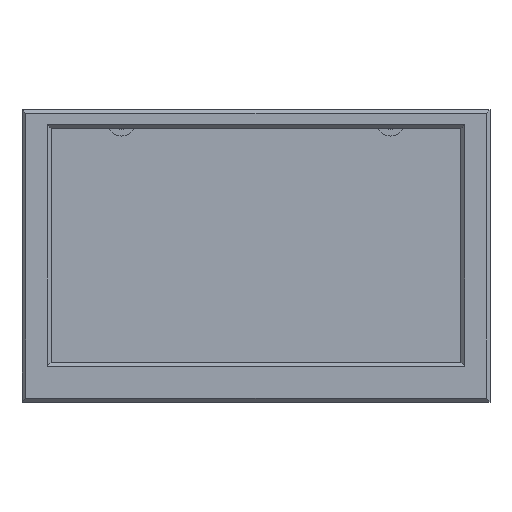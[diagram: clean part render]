
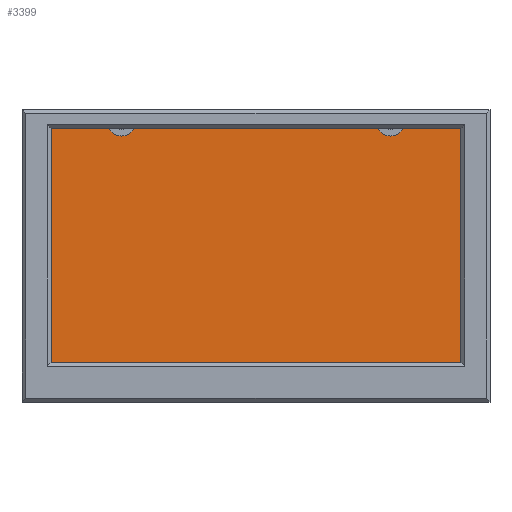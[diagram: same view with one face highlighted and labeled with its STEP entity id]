
A CAD part, top view. The second image highlights one B-rep face of the part: STEP entity #3399.
In plain terms, the highlighted planar face has unit normal (0, 0, 1).
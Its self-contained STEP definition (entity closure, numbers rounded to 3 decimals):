
#3164 = VERTEX_POINT('',#3165);
#3165 = CARTESIAN_POINT('',(-114.,-69.,3.));
#3171 = EDGE_CURVE('',#3164,#3172,#3174,.T.);
#3172 = VERTEX_POINT('',#3173);
#3173 = CARTESIAN_POINT('',(-114.,-46.5,3.));
#3174 = LINE('',#3175,#3176);
#3175 = CARTESIAN_POINT('',(-114.,-69.,3.));
#3176 = VECTOR('',#3177,1.);
#3177 = DIRECTION('',(0.,1.,0.));
#3379 = VERTEX_POINT('',#3380);
#3380 = CARTESIAN_POINT('',(-106.5,-39.,3.));
#3386 = EDGE_CURVE('',#3172,#3379,#3387,.T.);
#3387 = CIRCLE('',#3388,7.5);
#3388 = AXIS2_PLACEMENT_3D('',#3389,#3390,#3391);
#3389 = CARTESIAN_POINT('',(-114.,-39.,3.));
#3390 = DIRECTION('',(0.,0.,1.));
#3391 = DIRECTION('',(1.,0.,0.));
#3399 = ADVANCED_FACE('',(#3400),#3571,.T.);
#3400 = FACE_BOUND('',#3401,.T.);
#3401 = EDGE_LOOP('',(#3402,#3403,#3411,#3420,#3428,#3437,#3445,#3453,
    #3462,#3470,#3479,#3487,#3495,#3504,#3512,#3521,#3529,#3537,#3546,
    #3555,#3563,#3570));
#3402 = ORIENTED_EDGE('',*,*,#3171,.F.);
#3403 = ORIENTED_EDGE('',*,*,#3404,.F.);
#3404 = EDGE_CURVE('',#3405,#3164,#3407,.T.);
#3405 = VERTEX_POINT('',#3406);
#3406 = CARTESIAN_POINT('',(-76.5,-69.,3.));
#3407 = LINE('',#3408,#3409);
#3408 = CARTESIAN_POINT('',(114.,-69.,3.));
#3409 = VECTOR('',#3410,1.);
#3410 = DIRECTION('',(-1.,0.,0.));
#3411 = ORIENTED_EDGE('',*,*,#3412,.F.);
#3412 = EDGE_CURVE('',#3413,#3405,#3415,.T.);
#3413 = VERTEX_POINT('',#3414);
#3414 = CARTESIAN_POINT('',(-61.5,-69.,3.));
#3415 = CIRCLE('',#3416,7.5);
#3416 = AXIS2_PLACEMENT_3D('',#3417,#3418,#3419);
#3417 = CARTESIAN_POINT('',(-69.,-69.,3.));
#3418 = DIRECTION('',(0.,0.,1.));
#3419 = DIRECTION('',(1.,0.,0.));
#3420 = ORIENTED_EDGE('',*,*,#3421,.F.);
#3421 = EDGE_CURVE('',#3422,#3413,#3424,.T.);
#3422 = VERTEX_POINT('',#3423);
#3423 = CARTESIAN_POINT('',(61.5,-69.,3.));
#3424 = LINE('',#3425,#3426);
#3425 = CARTESIAN_POINT('',(114.,-69.,3.));
#3426 = VECTOR('',#3427,1.);
#3427 = DIRECTION('',(-1.,0.,0.));
#3428 = ORIENTED_EDGE('',*,*,#3429,.F.);
#3429 = EDGE_CURVE('',#3430,#3422,#3432,.T.);
#3430 = VERTEX_POINT('',#3431);
#3431 = CARTESIAN_POINT('',(76.5,-69.,3.));
#3432 = CIRCLE('',#3433,7.5);
#3433 = AXIS2_PLACEMENT_3D('',#3434,#3435,#3436);
#3434 = CARTESIAN_POINT('',(69.,-69.,3.));
#3435 = DIRECTION('',(0.,0.,1.));
#3436 = DIRECTION('',(1.,0.,0.));
#3437 = ORIENTED_EDGE('',*,*,#3438,.F.);
#3438 = EDGE_CURVE('',#3439,#3430,#3441,.T.);
#3439 = VERTEX_POINT('',#3440);
#3440 = CARTESIAN_POINT('',(114.,-69.,3.));
#3441 = LINE('',#3442,#3443);
#3442 = CARTESIAN_POINT('',(114.,-69.,3.));
#3443 = VECTOR('',#3444,1.);
#3444 = DIRECTION('',(-1.,0.,0.));
#3445 = ORIENTED_EDGE('',*,*,#3446,.F.);
#3446 = EDGE_CURVE('',#3447,#3439,#3449,.T.);
#3447 = VERTEX_POINT('',#3448);
#3448 = CARTESIAN_POINT('',(114.,-46.5,3.));
#3449 = LINE('',#3450,#3451);
#3450 = CARTESIAN_POINT('',(114.,69.,3.));
#3451 = VECTOR('',#3452,1.);
#3452 = DIRECTION('',(0.,-1.,0.));
#3453 = ORIENTED_EDGE('',*,*,#3454,.F.);
#3454 = EDGE_CURVE('',#3455,#3447,#3457,.T.);
#3455 = VERTEX_POINT('',#3456);
#3456 = CARTESIAN_POINT('',(114.,-31.5,3.));
#3457 = CIRCLE('',#3458,7.5);
#3458 = AXIS2_PLACEMENT_3D('',#3459,#3460,#3461);
#3459 = CARTESIAN_POINT('',(114.,-39.,3.));
#3460 = DIRECTION('',(0.,0.,1.));
#3461 = DIRECTION('',(1.,0.,0.));
#3462 = ORIENTED_EDGE('',*,*,#3463,.F.);
#3463 = EDGE_CURVE('',#3464,#3455,#3466,.T.);
#3464 = VERTEX_POINT('',#3465);
#3465 = CARTESIAN_POINT('',(114.,31.5,3.));
#3466 = LINE('',#3467,#3468);
#3467 = CARTESIAN_POINT('',(114.,69.,3.));
#3468 = VECTOR('',#3469,1.);
#3469 = DIRECTION('',(0.,-1.,0.));
#3470 = ORIENTED_EDGE('',*,*,#3471,.F.);
#3471 = EDGE_CURVE('',#3472,#3464,#3474,.T.);
#3472 = VERTEX_POINT('',#3473);
#3473 = CARTESIAN_POINT('',(114.,46.5,3.));
#3474 = CIRCLE('',#3475,7.5);
#3475 = AXIS2_PLACEMENT_3D('',#3476,#3477,#3478);
#3476 = CARTESIAN_POINT('',(114.,39.,3.));
#3477 = DIRECTION('',(0.,0.,1.));
#3478 = DIRECTION('',(1.,0.,0.));
#3479 = ORIENTED_EDGE('',*,*,#3480,.F.);
#3480 = EDGE_CURVE('',#3481,#3472,#3483,.T.);
#3481 = VERTEX_POINT('',#3482);
#3482 = CARTESIAN_POINT('',(114.,69.,3.));
#3483 = LINE('',#3484,#3485);
#3484 = CARTESIAN_POINT('',(114.,69.,3.));
#3485 = VECTOR('',#3486,1.);
#3486 = DIRECTION('',(0.,-1.,0.));
#3487 = ORIENTED_EDGE('',*,*,#3488,.F.);
#3488 = EDGE_CURVE('',#3489,#3481,#3491,.T.);
#3489 = VERTEX_POINT('',#3490);
#3490 = CARTESIAN_POINT('',(76.5,69.,3.));
#3491 = LINE('',#3492,#3493);
#3492 = CARTESIAN_POINT('',(-114.,69.,3.));
#3493 = VECTOR('',#3494,1.);
#3494 = DIRECTION('',(1.,0.,0.));
#3495 = ORIENTED_EDGE('',*,*,#3496,.F.);
#3496 = EDGE_CURVE('',#3497,#3489,#3499,.T.);
#3497 = VERTEX_POINT('',#3498);
#3498 = CARTESIAN_POINT('',(61.5,69.,3.));
#3499 = CIRCLE('',#3500,7.5);
#3500 = AXIS2_PLACEMENT_3D('',#3501,#3502,#3503);
#3501 = CARTESIAN_POINT('',(69.,69.,3.));
#3502 = DIRECTION('',(0.,0.,1.));
#3503 = DIRECTION('',(1.,0.,0.));
#3504 = ORIENTED_EDGE('',*,*,#3505,.F.);
#3505 = EDGE_CURVE('',#3506,#3497,#3508,.T.);
#3506 = VERTEX_POINT('',#3507);
#3507 = CARTESIAN_POINT('',(-61.5,69.,3.));
#3508 = LINE('',#3509,#3510);
#3509 = CARTESIAN_POINT('',(-114.,69.,3.));
#3510 = VECTOR('',#3511,1.);
#3511 = DIRECTION('',(1.,0.,0.));
#3512 = ORIENTED_EDGE('',*,*,#3513,.F.);
#3513 = EDGE_CURVE('',#3514,#3506,#3516,.T.);
#3514 = VERTEX_POINT('',#3515);
#3515 = CARTESIAN_POINT('',(-76.5,69.,3.));
#3516 = CIRCLE('',#3517,7.5);
#3517 = AXIS2_PLACEMENT_3D('',#3518,#3519,#3520);
#3518 = CARTESIAN_POINT('',(-69.,69.,3.));
#3519 = DIRECTION('',(0.,0.,1.));
#3520 = DIRECTION('',(1.,0.,0.));
#3521 = ORIENTED_EDGE('',*,*,#3522,.F.);
#3522 = EDGE_CURVE('',#3523,#3514,#3525,.T.);
#3523 = VERTEX_POINT('',#3524);
#3524 = CARTESIAN_POINT('',(-114.,69.,3.));
#3525 = LINE('',#3526,#3527);
#3526 = CARTESIAN_POINT('',(-114.,69.,3.));
#3527 = VECTOR('',#3528,1.);
#3528 = DIRECTION('',(1.,0.,0.));
#3529 = ORIENTED_EDGE('',*,*,#3530,.F.);
#3530 = EDGE_CURVE('',#3531,#3523,#3533,.T.);
#3531 = VERTEX_POINT('',#3532);
#3532 = CARTESIAN_POINT('',(-114.,46.5,3.));
#3533 = LINE('',#3534,#3535);
#3534 = CARTESIAN_POINT('',(-114.,-69.,3.));
#3535 = VECTOR('',#3536,1.);
#3536 = DIRECTION('',(0.,1.,0.));
#3537 = ORIENTED_EDGE('',*,*,#3538,.F.);
#3538 = EDGE_CURVE('',#3539,#3531,#3541,.T.);
#3539 = VERTEX_POINT('',#3540);
#3540 = CARTESIAN_POINT('',(-106.5,39.,3.));
#3541 = CIRCLE('',#3542,7.5);
#3542 = AXIS2_PLACEMENT_3D('',#3543,#3544,#3545);
#3543 = CARTESIAN_POINT('',(-114.,39.,3.));
#3544 = DIRECTION('',(0.,0.,1.));
#3545 = DIRECTION('',(1.,0.,0.));
#3546 = ORIENTED_EDGE('',*,*,#3547,.F.);
#3547 = EDGE_CURVE('',#3548,#3539,#3550,.T.);
#3548 = VERTEX_POINT('',#3549);
#3549 = CARTESIAN_POINT('',(-114.,31.5,3.));
#3550 = CIRCLE('',#3551,7.5);
#3551 = AXIS2_PLACEMENT_3D('',#3552,#3553,#3554);
#3552 = CARTESIAN_POINT('',(-114.,39.,3.));
#3553 = DIRECTION('',(0.,0.,1.));
#3554 = DIRECTION('',(1.,0.,0.));
#3555 = ORIENTED_EDGE('',*,*,#3556,.F.);
#3556 = EDGE_CURVE('',#3557,#3548,#3559,.T.);
#3557 = VERTEX_POINT('',#3558);
#3558 = CARTESIAN_POINT('',(-114.,-31.5,3.));
#3559 = LINE('',#3560,#3561);
#3560 = CARTESIAN_POINT('',(-114.,-69.,3.));
#3561 = VECTOR('',#3562,1.);
#3562 = DIRECTION('',(0.,1.,0.));
#3563 = ORIENTED_EDGE('',*,*,#3564,.F.);
#3564 = EDGE_CURVE('',#3379,#3557,#3565,.T.);
#3565 = CIRCLE('',#3566,7.5);
#3566 = AXIS2_PLACEMENT_3D('',#3567,#3568,#3569);
#3567 = CARTESIAN_POINT('',(-114.,-39.,3.));
#3568 = DIRECTION('',(0.,0.,1.));
#3569 = DIRECTION('',(1.,0.,0.));
#3570 = ORIENTED_EDGE('',*,*,#3386,.F.);
#3571 = PLANE('',#3572);
#3572 = AXIS2_PLACEMENT_3D('',#3573,#3574,#3575);
#3573 = CARTESIAN_POINT('',(0.,0.,3.));
#3574 = DIRECTION('',(0.,0.,1.));
#3575 = DIRECTION('',(1.,0.,0.));
